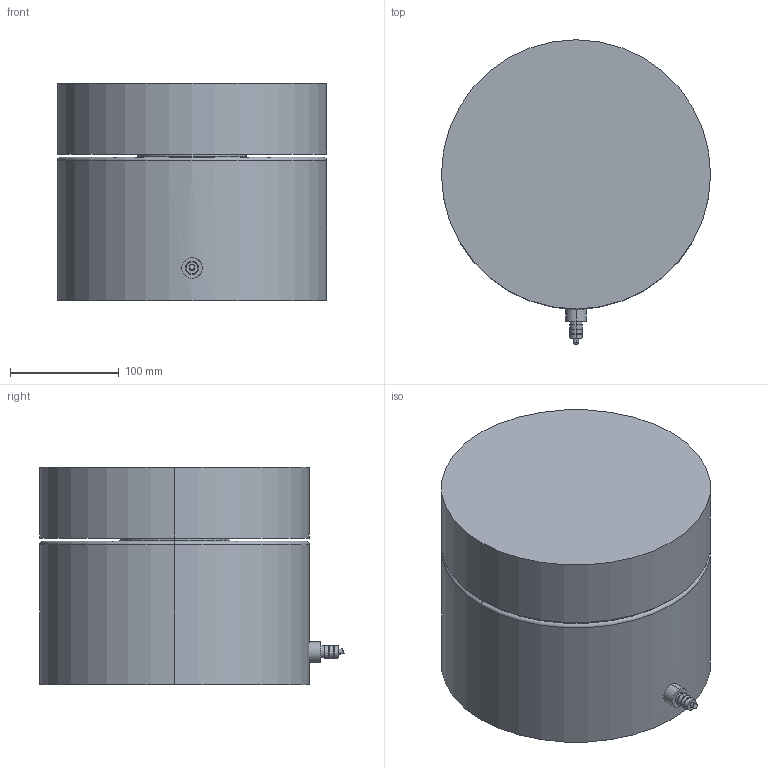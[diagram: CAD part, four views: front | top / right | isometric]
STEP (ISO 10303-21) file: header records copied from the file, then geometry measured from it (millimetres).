
FILE_DESCRIPTION (( 'STEP AP203' ), '1' );
FILE_NAME ('Compression Load Cell type GDS 300t.STEP', '2010-04-14T11:19:25', ( 'JSJ' ), ( 'JSJ' ), 'SwSTEP 2.0', 'SolidWorks 2009', '' );
FILE_SCHEMA (( 'CONFIG_CONTROL_DESIGN' ));
Length unit declared in the file: millimetre
Products named in the file (1): Compression Load Cell type GDS 300t
Bounding box: 248 x 280.25 x 200 mm (x, y, z)
Volume: 9543049.7 mm3; surface area: 357165.2 mm2
Topology: 2 solids, 2 shells, 44 faces, 84 edges, 52 vertices
Faces by surface type: cylinder 18, plane 12, torus 6, cone 6, bspline 2
Entity records: 1388 total; most frequent: CARTESIAN_POINT 388, DIRECTION 218, ORIENTED_EDGE 168, AXIS2_PLACEMENT_3D 97, EDGE_CURVE 84, CIRCLE 54, VERTEX_POINT 52, EDGE_LOOP 52
